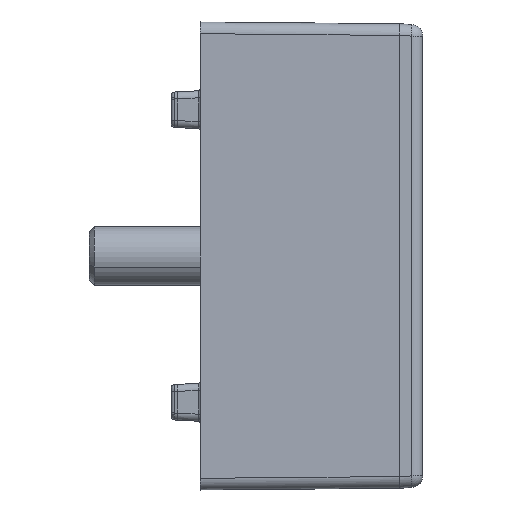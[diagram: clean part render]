
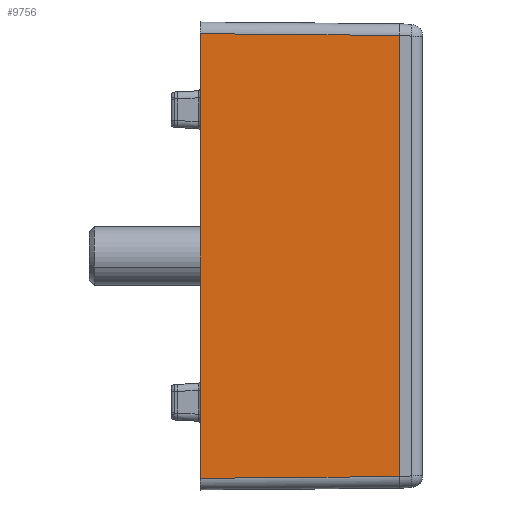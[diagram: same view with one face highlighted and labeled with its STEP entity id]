
A CAD part, front view. The second image highlights one B-rep face of the part: STEP entity #9756.
In plain terms, the highlighted planar face has unit normal (0.009, -1, 0).
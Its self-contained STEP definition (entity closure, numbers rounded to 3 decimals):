
#1348 = ORIENTED_EDGE ( 'NONE', *, *, #30205, .T. ) ;
#3483 = LINE ( 'NONE', #27464, #10167 ) ;
#4231 = VERTEX_POINT ( 'NONE', #8895 ) ;
#8255 = VERTEX_POINT ( 'NONE', #33736 ) ;
#8895 = CARTESIAN_POINT ( 'NONE',  ( 17., 0.148, -18.852 ) ) ;
#9076 = LINE ( 'NONE', #18746, #13921 ) ;
#9756 = ADVANCED_FACE ( 'NONE', ( #29248 ), #33862, .T. ) ;
#10167 = VECTOR ( 'NONE', #13336, 1000. ) ;
#10226 = DIRECTION ( 'NONE',  ( 0., 0., -1. ) ) ;
#10651 = ORIENTED_EDGE ( 'NONE', *, *, #30806, .T. ) ;
#11941 = DIRECTION ( 'NONE',  ( 0., 0., -1. ) ) ;
#12347 = LINE ( 'NONE', #28907, #35000 ) ;
#13336 = DIRECTION ( 'NONE',  ( -1., -0.009, 0.009 ) ) ;
#13921 = VECTOR ( 'NONE', #10226, 1000. ) ;
#15756 = VERTEX_POINT ( 'NONE', #17760 ) ;
#16789 = DIRECTION ( 'NONE',  ( 0.009, -1., 0. ) ) ;
#17651 = AXIS2_PLACEMENT_3D ( 'NONE', #33739, #16789, #36702 ) ;
#17760 = CARTESIAN_POINT ( 'NONE',  ( 0., 0., 19. ) ) ;
#18746 = CARTESIAN_POINT ( 'NONE',  ( 0., 0., 20. ) ) ;
#18811 = VECTOR ( 'NONE', #35865, 1000. ) ;
#20983 = ORIENTED_EDGE ( 'NONE', *, *, #27959, .F. ) ;
#21837 = CARTESIAN_POINT ( 'NONE',  ( 17., 0.148, 18.852 ) ) ;
#24122 = ORIENTED_EDGE ( 'NONE', *, *, #27194, .T. ) ;
#26374 = LINE ( 'NONE', #26763, #18811 ) ;
#26763 = CARTESIAN_POINT ( 'NONE',  ( 16.991, 0.148, -18.852 ) ) ;
#27194 = EDGE_CURVE ( 'NONE', #35191, #15756, #3483, .T. ) ;
#27464 = CARTESIAN_POINT ( 'NONE',  ( -0.009, 0., 19. ) ) ;
#27959 = EDGE_CURVE ( 'NONE', #35191, #4231, #12347, .T. ) ;
#28907 = CARTESIAN_POINT ( 'NONE',  ( 17., 0.148, 20. ) ) ;
#29248 = FACE_OUTER_BOUND ( 'NONE', #30011, .T. ) ;
#30011 = EDGE_LOOP ( 'NONE', ( #10651, #1348, #20983, #24122 ) ) ;
#30205 = EDGE_CURVE ( 'NONE', #8255, #4231, #26374, .T. ) ;
#30806 = EDGE_CURVE ( 'NONE', #15756, #8255, #9076, .T. ) ;
#33736 = CARTESIAN_POINT ( 'NONE',  ( 0., 0., -19. ) ) ;
#33739 = CARTESIAN_POINT ( 'NONE',  ( 0., 0., 20. ) ) ;
#33862 = PLANE ( 'NONE',  #17651 ) ;
#35000 = VECTOR ( 'NONE', #11941, 1000. ) ;
#35191 = VERTEX_POINT ( 'NONE', #21837 ) ;
#35865 = DIRECTION ( 'NONE',  ( 1., 0.009, 0.009 ) ) ;
#36702 = DIRECTION ( 'NONE',  ( 1., 0.009, 0. ) ) ;
